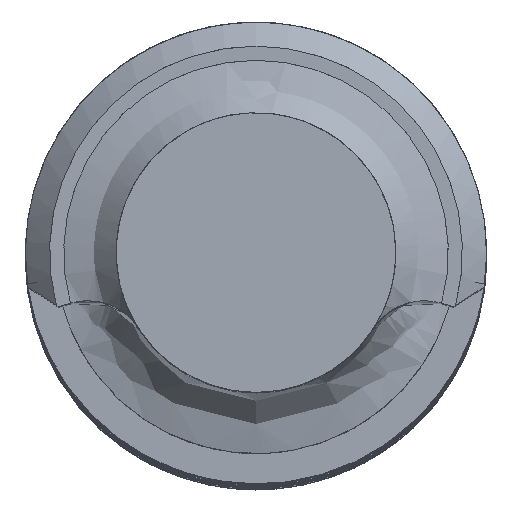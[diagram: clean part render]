
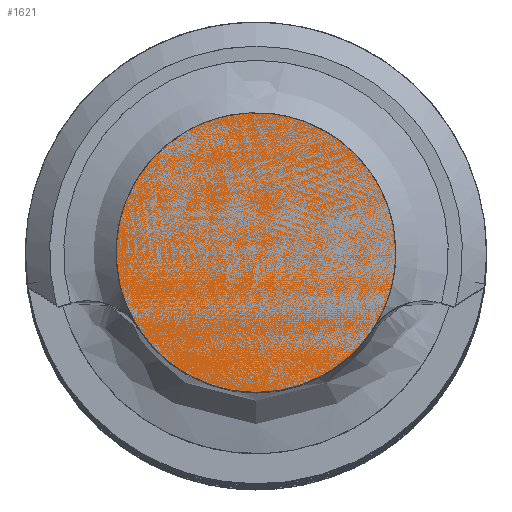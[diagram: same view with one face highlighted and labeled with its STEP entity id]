
A CAD part, top view. The second image highlights one B-rep face of the part: STEP entity #1621.
In plain terms, the highlighted free-form (B-spline) face has degree [1, 1] with [2, 2] control points.
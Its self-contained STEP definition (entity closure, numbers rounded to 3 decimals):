
#1513=CARTESIAN_POINT('',(-23.377,-23.377,325.0));
#1514=CARTESIAN_POINT('',(23.377,-23.377,325.0));
#1515=CARTESIAN_POINT('',(-23.377,23.377,325.0));
#1516=CARTESIAN_POINT('',(23.377,23.377,325.0));
#1517=QUASI_UNIFORM_SURFACE('',1,1,((#1513,#1515),(#1514,#1516)),.UNSPECIFIED.,.F.,.F.,.U.);
#1518=CARTESIAN_POINT('',(-19.406,-12.53,325.0));
#1519=VERTEX_POINT('',#1518);
#1520=CARTESIAN_POINT('',(-19.406,-12.53,325.0));
#1521=CARTESIAN_POINT('',(-18.578,-13.733,325.0));
#1522=CARTESIAN_POINT('',(-17.687,-14.868,325.0));
#1523=CARTESIAN_POINT('',(-16.979,-15.677,325.0));
#1524=CARTESIAN_POINT('',(-16.236,-16.447,325.0));
#1525=CARTESIAN_POINT('',(-15.056,-17.533,325.0));
#1526=CARTESIAN_POINT('',(-13.799,-18.535,325.0));
#1527=CARTESIAN_POINT('',(-12.463,-19.453,325.0));
#1528=CARTESIAN_POINT('',(-11.049,-20.286,325.0));
#1529=CARTESIAN_POINT('',(-9.746,-20.946,325.0));
#1530=CARTESIAN_POINT('',(-8.421,-21.517,325.0));
#1531=CARTESIAN_POINT('',(-7.412,-21.888,325.0));
#1532=CARTESIAN_POINT('',(-6.391,-22.21,325.0));
#1533=CARTESIAN_POINT('',(-4.836,-22.599,325.0));
#1534=CARTESIAN_POINT('',(-3.252,-22.877,325.0));
#1535=CARTESIAN_POINT('',(-1.64,-23.044,325.0));
#1536=CARTESIAN_POINT('',(0.,-23.1,325.0));
#1537=CARTESIAN_POINT('',(1.459,-23.056,325.0));
#1538=CARTESIAN_POINT('',(2.897,-22.924,325.0));
#1539=CARTESIAN_POINT('',(3.96,-22.768,325.0));
#1540=CARTESIAN_POINT('',(5.01,-22.561,325.0));
#1541=CARTESIAN_POINT('',(6.562,-22.16,325.0));
#1542=CARTESIAN_POINT('',(8.086,-21.646,325.0));
#1543=CARTESIAN_POINT('',(9.582,-21.022,325.0));
#1544=CARTESIAN_POINT('',(11.049,-20.286,325.0));
#1545=CARTESIAN_POINT('',(12.31,-19.55,325.0));
#1546=CARTESIAN_POINT('',(13.509,-18.746,325.0));
#1547=CARTESIAN_POINT('',(14.367,-18.1,325.0));
#1548=CARTESIAN_POINT('',(15.191,-17.417,325.0));
#1549=CARTESIAN_POINT('',(16.362,-16.322,325.0));
#1550=CARTESIAN_POINT('',(17.455,-15.142,325.0));
#1551=CARTESIAN_POINT('',(18.47,-13.878,325.0));
#1552=CARTESIAN_POINT('',(19.406,-12.53,325.0));
#1553=CARTESIAN_POINT('',(20.216,-11.182,325.0));
#1554=CARTESIAN_POINT('',(20.926,-9.803,325.0));
#1555=CARTESIAN_POINT('',(21.393,-8.747,325.0));
#1556=CARTESIAN_POINT('',(21.804,-7.674,325.0));
#1557=CARTESIAN_POINT('',(22.314,-6.031,325.0));
#1558=CARTESIAN_POINT('',(22.697,-4.348,325.0));
#1559=CARTESIAN_POINT('',(22.954,-2.625,325.0));
#1560=CARTESIAN_POINT('',(23.084,-0.862,325.0));
#1561=CARTESIAN_POINT('',(23.092,0.711,325.0));
#1562=CARTESIAN_POINT('',(22.998,2.26,325.0));
#1563=CARTESIAN_POINT('',(22.86,3.406,325.0));
#1564=CARTESIAN_POINT('',(22.665,4.538,325.0));
#1565=CARTESIAN_POINT('',(22.264,6.212,325.0));
#1566=CARTESIAN_POINT('',(21.734,7.854,325.0));
#1567=CARTESIAN_POINT('',(21.075,9.467,325.0));
#1568=CARTESIAN_POINT('',(20.286,11.049,325.0));
#1569=CARTESIAN_POINT('',(19.49,12.405,325.0));
#1570=CARTESIAN_POINT('',(18.618,13.689,325.0));
#1571=CARTESIAN_POINT('',(17.914,14.604,325.0));
#1572=CARTESIAN_POINT('',(17.168,15.477,325.0));
#1573=CARTESIAN_POINT('',(15.969,16.711,325.0));
#1574=CARTESIAN_POINT('',(14.674,17.853,325.0));
#1575=CARTESIAN_POINT('',(13.284,18.903,325.0));
#1576=CARTESIAN_POINT('',(11.798,19.86,325.0));
#1577=CARTESIAN_POINT('',(10.42,20.619,325.0));
#1578=CARTESIAN_POINT('',(9.015,21.278,325.0));
#1579=CARTESIAN_POINT('',(7.943,21.705,325.0));
#1580=CARTESIAN_POINT('',(6.855,22.075,325.0));
#1581=CARTESIAN_POINT('',(5.194,22.523,325.0));
#1582=CARTESIAN_POINT('',(3.498,22.844,325.0));
#1583=CARTESIAN_POINT('',(1.767,23.036,325.0));
#1584=CARTESIAN_POINT('',(0.,23.1,325.0));
#1585=CARTESIAN_POINT('',(-1.572,23.049,325.0));
#1586=CARTESIAN_POINT('',(-3.116,22.898,325.0));
#1587=CARTESIAN_POINT('',(-4.256,22.717,325.0));
#1588=CARTESIAN_POINT('',(-5.381,22.48,325.0));
#1589=CARTESIAN_POINT('',(-7.038,22.017,325.0));
#1590=CARTESIAN_POINT('',(-8.66,21.426,325.0));
#1591=CARTESIAN_POINT('',(-10.246,20.707,325.0));
#1592=CARTESIAN_POINT('',(-11.798,19.86,325.0));
#1593=CARTESIAN_POINT('',(-13.124,19.014,325.0));
#1594=CARTESIAN_POINT('',(-14.374,18.094,325.0));
#1595=CARTESIAN_POINT('',(-15.262,17.357,325.0));
#1596=CARTESIAN_POINT('',(-16.107,16.579,325.0));
#1597=CARTESIAN_POINT('',(-17.295,15.335,325.0));
#1598=CARTESIAN_POINT('',(-18.388,13.998,325.0));
#1599=CARTESIAN_POINT('',(-19.385,12.57,325.0));
#1600=CARTESIAN_POINT('',(-20.286,11.049,325.0));
#1601=CARTESIAN_POINT('',(-20.994,9.644,325.0));
#1602=CARTESIAN_POINT('',(-21.599,8.215,325.0));
#1603=CARTESIAN_POINT('',(-21.986,7.128,325.0));
#1604=CARTESIAN_POINT('',(-22.315,6.027,325.0));
#1605=CARTESIAN_POINT('',(-22.701,4.351,325.0));
#1606=CARTESIAN_POINT('',(-22.958,2.644,325.0));
#1607=CARTESIAN_POINT('',(-23.086,0.906,325.0));
#1608=CARTESIAN_POINT('',(-23.084,-0.862,325.0));
#1609=CARTESIAN_POINT('',(-22.975,-2.431,325.0));
#1610=CARTESIAN_POINT('',(-22.765,-3.968,325.0));
#1611=CARTESIAN_POINT('',(-22.543,-5.101,325.0));
#1612=CARTESIAN_POINT('',(-22.264,-6.215,325.0));
#1613=CARTESIAN_POINT('',(-21.739,-7.854,325.0));
#1614=CARTESIAN_POINT('',(-21.088,-9.453,325.0));
#1615=CARTESIAN_POINT('',(-19.406,-12.53,325.0));
#1616=B_SPLINE_CURVE_WITH_KNOTS('',1,(#1520,#1521,#1522,#1523,#1524,#1525,#1526,#1527,#1528,#1529,#1530,#1531,#1532,#1533,#1534,#1535,#1536,#1537,#1538,#1539,#1540,#1541,#1542,#1543,#1544,#1545,#1546,#1547,#1548,#1549,#1550,#1551,#1552,#1553,#1554,#1555,#1556,#1557,#1558,#1559,#1560,#1561,#1562,#1563,#1564,#1565,#1566,#1567,#1568,#1569,#1570,#1571,#1572,#1573,#1574,#1575,#1576,#1577,#1578,#1579,#1580,#1581,#1582,#1583,#1584,#1585,#1586,#1587,#1588,#1589,#1590,#1591,#1592,#1593,#1594,#1595,#1596,#1597,#1598,#1599,#1600,#1601,#1602,#1603,#1604,#1605,#1606,#1607,#1608,#1609,#1610,#1611,#1612,#1613,#1614,#1615),.UNSPECIFIED.,.T.,.U.,(2,1,1,1,1,1,1,1,1,1,1,1,1,1,1,1,1,1,1,1,1,1,1,1,1,1,1,1,1,1,1,1,1,1,1,1,1,1,1,1,1,1,1,1,1,1,1,1,1,1,1,1,1,1,1,1,1,1,1,1,1,1,1,1,1,1,1,1,1,1,1,1,1,1,1,1,1,1,1,1,1,1,1,1,1,1,1,1,1,1,1,1,1,1,1,2),(0.0,0.01,0.02,0.027,0.035,0.046,0.057,0.068,0.079,0.089,0.099,0.107,0.114,0.125,0.136,0.147,0.159,0.169,0.179,0.186,0.194,0.205,0.216,0.227,0.238,0.248,0.258,0.266,0.273,0.284,0.295,0.306,0.317,0.328,0.339,0.347,0.355,0.367,0.379,0.391,0.403,0.414,0.424,0.432,0.44,0.452,0.464,0.476,0.488,0.499,0.51,0.518,0.526,0.537,0.549,0.561,0.573,0.584,0.595,0.603,0.611,0.623,0.635,0.647,0.659,0.67,0.68,0.688,0.696,0.708,0.72,0.732,0.744,0.755,0.766,0.774,0.781,0.793,0.805,0.817,0.829,0.84,0.851,0.859,0.867,0.879,0.891,0.903,0.915,0.926,0.936,0.944,0.952,0.964,0.976,1.0),.UNSPECIFIED.);
#1617=EDGE_CURVE('',#1519,#1519,#1616,.T.);
#1618=ORIENTED_EDGE('',*,*,#1617,.T.);
#1619=EDGE_LOOP('',(#1618));
#1620=FACE_OUTER_BOUND('',#1619,.T.);
#1621=ADVANCED_FACE('',(#1620),#1517,.T.);
